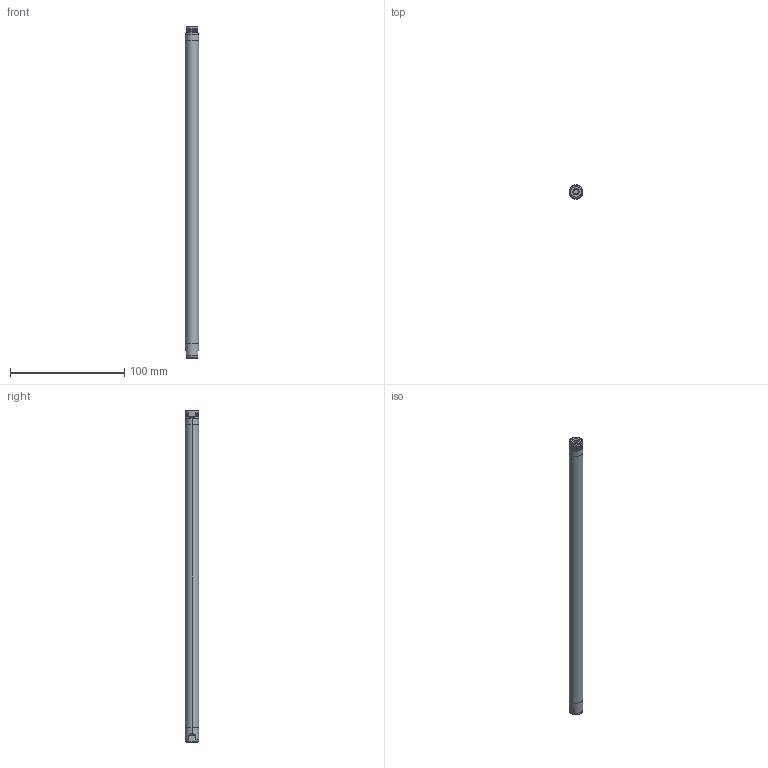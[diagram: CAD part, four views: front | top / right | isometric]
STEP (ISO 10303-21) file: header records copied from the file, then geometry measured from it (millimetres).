
FILE_DESCRIPTION (( 'STEP AP214' ), '1' );
FILE_NAME ('0186-0467_190509_PL02-12x290!250-LC.STEP', '2019-05-09T09:36:37', ( '' ), ( '' ), 'SwSTEP 2.0', 'SolidWorks 2019', '' );
FILE_SCHEMA (( 'AUTOMOTIVE_DESIGN' ));
Length unit declared in the file: millimetre
Products named in the file (1): 0186-0467_190509_PL02-12x290!250-LC
Bounding box: 12 x 12 x 290 mm (x, y, z)
Volume: 32282.7 mm3; surface area: 11428.8 mm2
Topology: 1 solids, 1 shells, 81 faces, 212 edges, 140 vertices
Faces by surface type: plane 27, cylinder 26, torus 20, cone 8
Entity records: 2860 total; most frequent: CARTESIAN_POINT 830, ORIENTED_EDGE 424, DIRECTION 400, EDGE_CURVE 212, AXIS2_PLACEMENT_3D 166, VERTEX_POINT 140, EDGE_LOOP 88, CIRCLE 84
